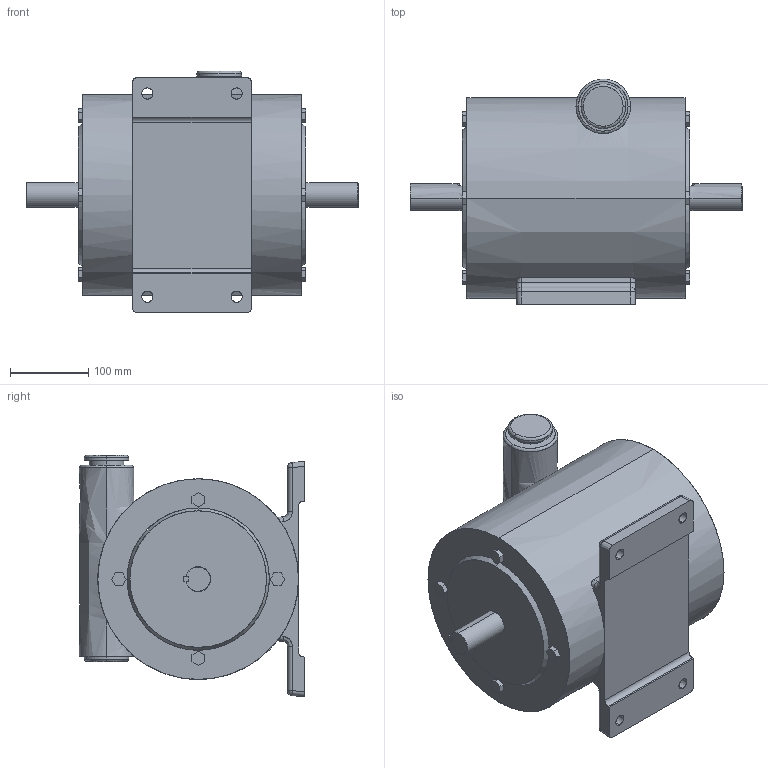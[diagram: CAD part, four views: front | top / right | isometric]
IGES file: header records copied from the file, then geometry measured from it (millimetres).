
Start section: SolidWorks IGES file using analytic representation for surfaces
Global section: file name: DD15A.igs; native system: SolidWorks 2010; preprocessor: SolidWorks 2010; author: Josh; date: 110815.071915; units: inch
Bounding box: 425.45 x 288.93 x 309.56 mm (x, y, z)
Surface area: 444255 mm2 (no closed solid volume)
Topology: 0 solids, 0 shells, 163 faces, 2508 edges, 2508 vertices
Faces by surface type: bspline 106, revolution 57
